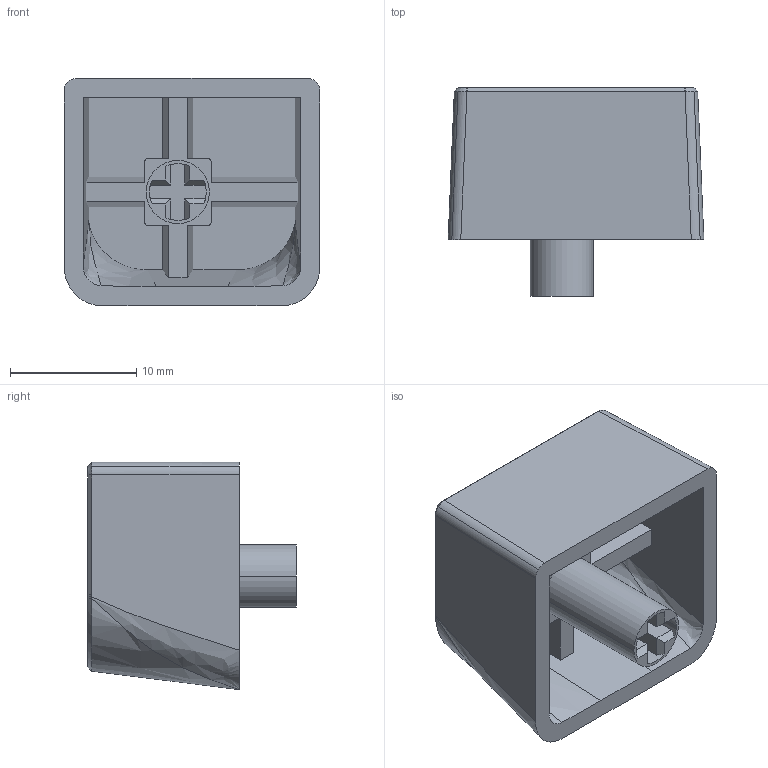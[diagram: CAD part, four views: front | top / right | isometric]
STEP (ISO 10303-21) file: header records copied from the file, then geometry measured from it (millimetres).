
FILE_DESCRIPTION(('STEP AP203'),'1');
FILE_NAME('large_round_stem.stp','2017-07-17T16:00:58',(' '),(' '),'Spatial InterOp 3D',' ',' ');
FILE_SCHEMA(('CONFIG_CONTROL_DESIGN'));
Length unit declared in the file: millimetre
Products named in the file (1): 1
Bounding box: 20.25 x 16.5 x 18 mm (x, y, z)
Volume: 1968.4 mm3; surface area: 2500.7 mm2
Topology: 1 solids, 1 shells, 93 faces, 254 edges, 162 vertices
Faces by surface type: plane 53, cylinder 21, bspline 19
Entity records: 3479 total; most frequent: CARTESIAN_POINT 1141, ORIENTED_EDGE 500, DIRECTION 444, EDGE_CURVE 250, LINE 168, VECTOR 168, VERTEX_POINT 162, AXIS2_PLACEMENT_3D 138
